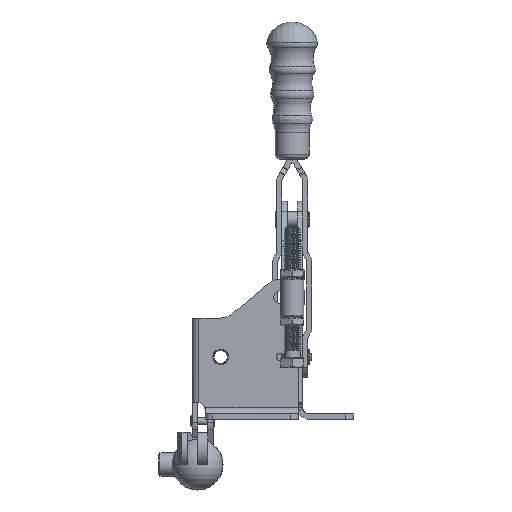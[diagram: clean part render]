
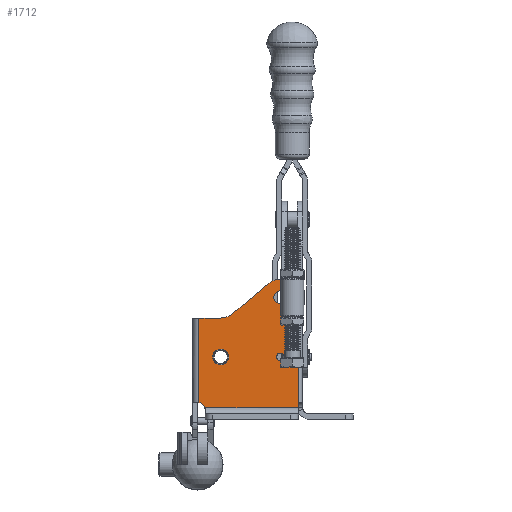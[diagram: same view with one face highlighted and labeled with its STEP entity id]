
A CAD part, left-side view. The second image highlights one B-rep face of the part: STEP entity #1712.
In plain terms, the highlighted planar face has unit normal (-1, 0, 0).
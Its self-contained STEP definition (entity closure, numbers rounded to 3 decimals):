
#1712 = ADVANCED_FACE( '', ( #3813, #3814, #3815, #3816 ), #3817, .T. );
#3813 = FACE_OUTER_BOUND( '', #6093, .T. );
#3814 = FACE_BOUND( '', #6094, .T. );
#3815 = FACE_BOUND( '', #6095, .T. );
#3816 = FACE_BOUND( '', #6096, .T. );
#3817 = PLANE( '', #6097 );
#6093 = EDGE_LOOP( '', ( #10043, #10044, #10045, #10046, #10047, #10048, #10049, #10050 ) );
#6094 = EDGE_LOOP( '', ( #10051 ) );
#6095 = EDGE_LOOP( '', ( #10052 ) );
#6096 = EDGE_LOOP( '', ( #10053 ) );
#6097 = AXIS2_PLACEMENT_3D( '', #10054, #10055, #10056 );
#10043 = ORIENTED_EDGE( '', *, *, #11445, .F. );
#10044 = ORIENTED_EDGE( '', *, *, #11389, .T. );
#10045 = ORIENTED_EDGE( '', *, *, #11134, .T. );
#10046 = ORIENTED_EDGE( '', *, *, #11643, .T. );
#10047 = ORIENTED_EDGE( '', *, *, #10863, .T. );
#10048 = ORIENTED_EDGE( '', *, *, #10909, .T. );
#10049 = ORIENTED_EDGE( '', *, *, #11117, .F. );
#10050 = ORIENTED_EDGE( '', *, *, #11079, .T. );
#10051 = ORIENTED_EDGE( '', *, *, #11967, .F. );
#10052 = ORIENTED_EDGE( '', *, *, #11744, .F. );
#10053 = ORIENTED_EDGE( '', *, *, #11547, .F. );
#10054 = CARTESIAN_POINT( '', ( -91.5, 89.144, 0. ) );
#10055 = DIRECTION( '', ( -1., 0., 0. ) );
#10056 = DIRECTION( '', ( 0., 0., 1. ) );
#10863 = EDGE_CURVE( '', #12578, #12576, #12579, .T. );
#10909 = EDGE_CURVE( '', #12576, #12654, #12656, .T. );
#11079 = EDGE_CURVE( '', #12935, #12933, #12936, .F. );
#11117 = EDGE_CURVE( '', #12935, #12654, #12996, .T. );
#11134 = EDGE_CURVE( '', #13020, #13018, #13021, .T. );
#11389 = EDGE_CURVE( '', #13419, #13020, #13420, .T. );
#11445 = EDGE_CURVE( '', #13419, #12933, #13504, .T. );
#11547 = EDGE_CURVE( '', #13653, #13653, #13654, .T. );
#11643 = EDGE_CURVE( '', #13018, #12578, #13783, .T. );
#11744 = EDGE_CURVE( '', #13920, #13920, #13921, .T. );
#11967 = EDGE_CURVE( '', #14200, #14200, #14201, .T. );
#12576 = VERTEX_POINT( '', #15018 );
#12578 = VERTEX_POINT( '', #15021 );
#12579 = CIRCLE( '', #15022, 15. );
#12654 = VERTEX_POINT( '', #15109 );
#12656 = LINE( '', #15111, #15112 );
#12933 = VERTEX_POINT( '', #15500 );
#12935 = VERTEX_POINT( '', #15503 );
#12936 = CIRCLE( '', #15504, 6. );
#12996 = LINE( '', #15577, #15578 );
#13018 = VERTEX_POINT( '', #15605 );
#13020 = VERTEX_POINT( '', #15608 );
#13021 = CIRCLE( '', #15609, 14. );
#13419 = VERTEX_POINT( '', #16181 );
#13420 = LINE( '', #16182, #16183 );
#13504 = LINE( '', #16350, #16351 );
#13653 = VERTEX_POINT( '', #16524 );
#13654 = CIRCLE( '', #16525, 5. );
#13783 = LINE( '', #16669, #16670 );
#13920 = VERTEX_POINT( '', #16827 );
#13921 = CIRCLE( '', #16828, 6.05 );
#14200 = VERTEX_POINT( '', #17198 );
#14201 = CIRCLE( '', #17199, 3. );
#15018 = CARTESIAN_POINT( '', ( -91.5, -17.548, 113. ) );
#15021 = CARTESIAN_POINT( '', ( -91.5, -27.19, 116.509 ) );
#15022 = AXIS2_PLACEMENT_3D( '', #17767, #17768, #17769 );
#15109 = CARTESIAN_POINT( '', ( -91.5, -1., 113. ) );
#15111 = CARTESIAN_POINT( '', ( -91.5, -17.548, 113. ) );
#15112 = VECTOR( '', #17839, 1000. );
#15500 = CARTESIAN_POINT( '', ( -91.5, -5.513, 44. ) );
#15503 = CARTESIAN_POINT( '', ( -91.5, -1., 47.89 ) );
#15504 = AXIS2_PLACEMENT_3D( '', #18088, #18089, #18090 );
#15577 = CARTESIAN_POINT( '', ( -91.5, -1., 48. ) );
#15578 = VECTOR( '', #18147, 1000. );
#15605 = CARTESIAN_POINT( '', ( -91.5, -54.857, 139.725 ) );
#15608 = CARTESIAN_POINT( '', ( -91.5, -77.856, 129. ) );
#15609 = AXIS2_PLACEMENT_3D( '', #18166, #18167, #18168 );
#16181 = CARTESIAN_POINT( '', ( -91.5, -77.856, 44. ) );
#16182 = CARTESIAN_POINT( '', ( -91.5, -77.856, 0. ) );
#16183 = VECTOR( '', #18526, 1000. );
#16350 = CARTESIAN_POINT( '', ( -91.5, -88.462, 44. ) );
#16351 = VECTOR( '', #18589, 1000. );
#16524 = CARTESIAN_POINT( '', ( -91.5, -63.856, 134. ) );
#16525 = AXIS2_PLACEMENT_3D( '', #18741, #18742, #18743 );
#16669 = CARTESIAN_POINT( '', ( -91.5, -54.857, 139.725 ) );
#16670 = VECTOR( '', #18879, 1000. );
#16827 = CARTESIAN_POINT( '', ( -91.5, -17.856, 89.05 ) );
#16828 = AXIS2_PLACEMENT_3D( '', #19011, #19012, #19013 );
#17198 = CARTESIAN_POINT( '', ( -91.5, -63.856, 86. ) );
#17199 = AXIS2_PLACEMENT_3D( '', #19222, #19223, #19224 );
#17767 = CARTESIAN_POINT( '', ( -91.5, -17.548, 128. ) );
#17768 = DIRECTION( '', ( 1., 0., 0. ) );
#17769 = DIRECTION( '', ( 0., 1., 0. ) );
#17839 = DIRECTION( '', ( 0., 1., 0. ) );
#18088 = CARTESIAN_POINT( '', ( -91.5, 0.144, 42. ) );
#18089 = DIRECTION( '', ( -1., 0., 0. ) );
#18090 = DIRECTION( '', ( 0., 0., 1. ) );
#18147 = DIRECTION( '', ( 0., 0., 1. ) );
#18166 = CARTESIAN_POINT( '', ( -91.5, -63.856, 129. ) );
#18167 = DIRECTION( '', ( -1., 0., 0. ) );
#18168 = DIRECTION( '', ( 0., 1., 0. ) );
#18526 = DIRECTION( '', ( 0., 0., 1. ) );
#18589 = DIRECTION( '', ( 0., 1., 0. ) );
#18741 = CARTESIAN_POINT( '', ( -91.5, -63.856, 129. ) );
#18742 = DIRECTION( '', ( -1., 0., 0. ) );
#18743 = DIRECTION( '', ( 0., 0., 1. ) );
#18879 = DIRECTION( '', ( 0., 0.766, -0.643 ) );
#19011 = CARTESIAN_POINT( '', ( -91.5, -17.856, 83. ) );
#19012 = DIRECTION( '', ( -1., 0., 0. ) );
#19013 = DIRECTION( '', ( 0., 0., 1. ) );
#19222 = CARTESIAN_POINT( '', ( -91.5, -63.856, 83. ) );
#19223 = DIRECTION( '', ( -1., 0., 0. ) );
#19224 = DIRECTION( '', ( 0., 0., 1. ) );
